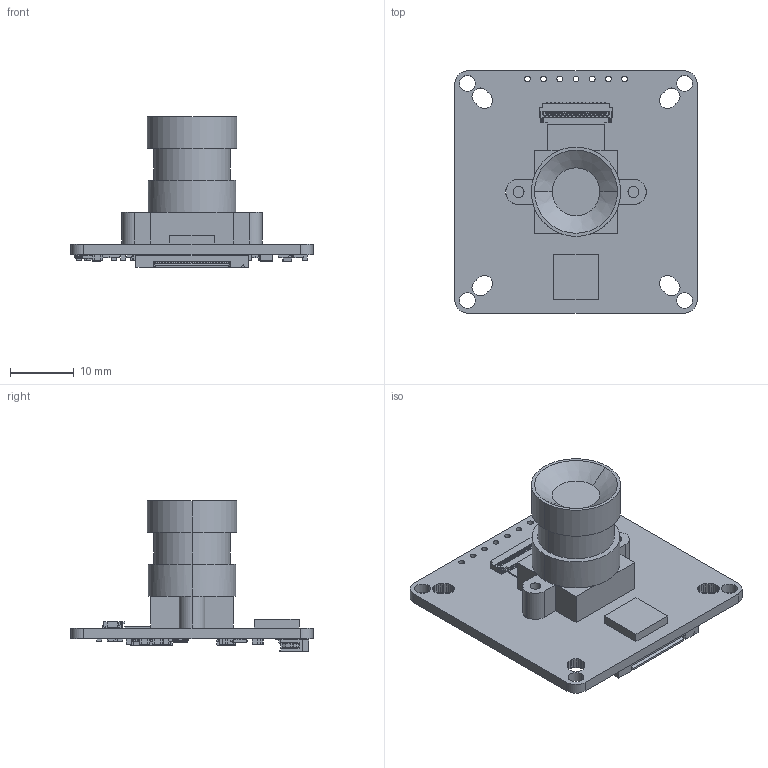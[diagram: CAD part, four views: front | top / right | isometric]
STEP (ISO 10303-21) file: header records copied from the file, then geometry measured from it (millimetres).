
FILE_DESCRIPTION (( 'STEP AP214' ), '1' );
FILE_NAME ('B0429.STEP', '2024-02-18T09:39:30', ( '' ), ( '' ), 'SwSTEP 2.0', 'SolidWorks 2021', '' );
FILE_SCHEMA (( 'AUTOMOTIVE_DESIGN' ));
Length unit declared in the file: millimetre
Products named in the file (1): B0429
Bounding box: 38 x 38 x 23.66 mm (x, y, z)
Volume: 5488.9 mm3; surface area: 5851.6 mm2
Topology: 77 solids, 77 shells, 5063 faces, 13689 edges, 8672 vertices
Faces by surface type: plane 3198, bspline 876, cylinder 803, sphere 180, torus 4, cone 2
Entity records: 279175 total; most frequent: CARTESIAN_POINT 101977, ORIENTED_EDGE 26930, DIRECTION 21779, EDGE_CURVE 13465, VECTOR 10167, LINE 10167, VERTEX_POINT 8672, AXIS2_PLACEMENT_3D 5806
